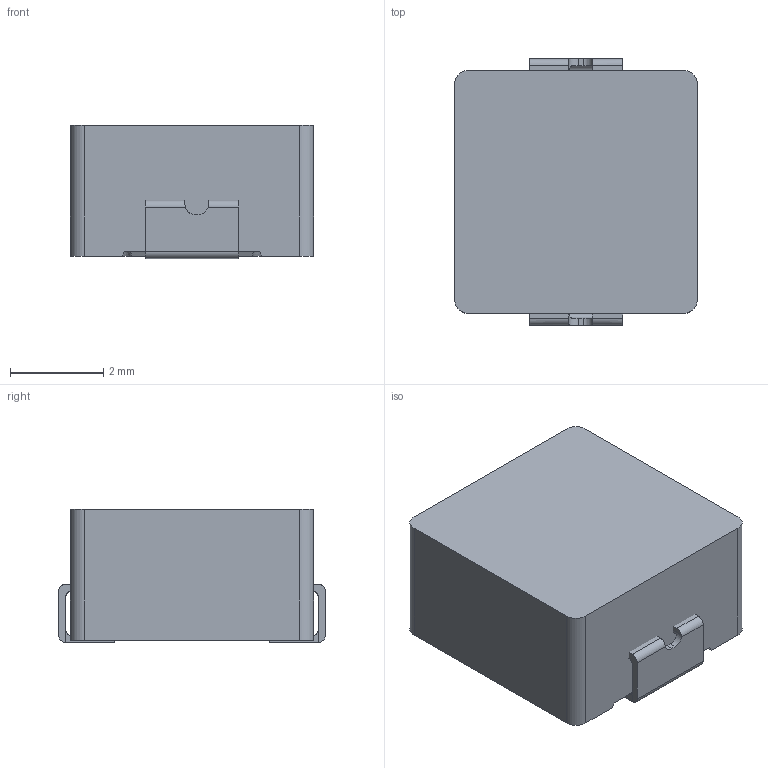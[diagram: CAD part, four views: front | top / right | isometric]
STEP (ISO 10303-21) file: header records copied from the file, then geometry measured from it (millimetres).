
FILE_DESCRIPTION(/* description */ (''),/* implementation_level */ '2;1');
FILE_NAME(/* name */ 'TMHC0503.stp',/* time_stamp */ '2019-08-10T11:24:18+08:00',/* author */ (''),/* organization */ (''),/* preprocessor_version */ 'ST-DEVELOPER v16.7',/* originating_system */ 'SIEMENS PLM Software NX 12.0',/* authorisation */ '');
FILE_SCHEMA (('AUTOMOTIVE_DESIGN { 1 0 10303 214 3 1 1 1 }'));
Length unit declared in the file: millimetre
Products named in the file (1): TMHC0503
Bounding box: 5.2 x 5.7 x 2.85 mm (x, y, z)
Volume: 82.2 mm3; surface area: 205.3 mm2
Topology: 9 solids, 9 shells, 172 faces, 408 edges, 254 vertices
Faces by surface type: plane 72, torus 56, cylinder 40, cone 4
Full cylindrical faces by diameter (mm): 0.35 x2
Entity records: 4757 total; most frequent: CARTESIAN_POINT 884, DIRECTION 818, ORIENTED_EDGE 700, EDGE_CURVE 350, AXIS2_PLACEMENT_3D 323, VERTEX_POINT 254, EDGE_LOOP 230, LINE 172
